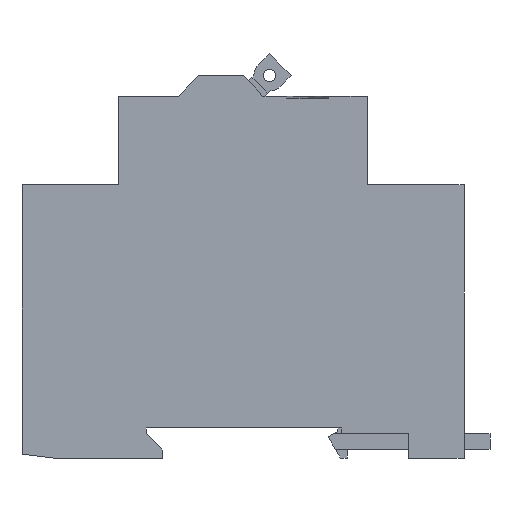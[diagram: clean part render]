
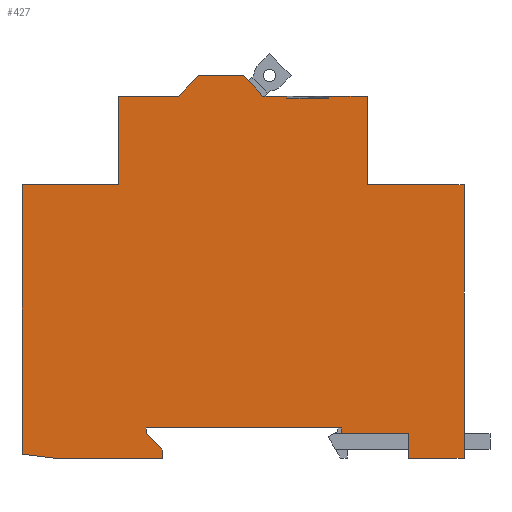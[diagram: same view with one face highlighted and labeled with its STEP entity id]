
A CAD part, left-side view. The second image highlights one B-rep face of the part: STEP entity #427.
In plain terms, the highlighted planar face has unit normal (-1, 0, 0).
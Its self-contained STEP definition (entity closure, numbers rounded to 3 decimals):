
#427=ADVANCED_FACE('PLANAR_69',(#1035),#1036,.F.);
#1035=FACE_OUTER_BOUND('',#1806,.T.);
#1036=PLANE('',#1807);
#1806=EDGE_LOOP('',(#3119,#3120,#3121,#3122,#3123,#3124,#3125,#3126,#3127,#3128,#3129,#3130,#3131,#3132,#3133,#3134,#3135,#3136,#3137,#3138,#3139,#3140,#3141,#3142,#3143,#3144));
#1807=AXIS2_PLACEMENT_3D('',#3145,#3146,#3147);
#3119=ORIENTED_EDGE('',*,*,#5022,.F.);
#3120=ORIENTED_EDGE('',*,*,#5023,.T.);
#3121=ORIENTED_EDGE('',*,*,#4714,.F.);
#3122=ORIENTED_EDGE('',*,*,#4795,.F.);
#3123=ORIENTED_EDGE('',*,*,#4792,.F.);
#3124=ORIENTED_EDGE('',*,*,#4797,.F.);
#3125=ORIENTED_EDGE('',*,*,#4758,.F.);
#3126=ORIENTED_EDGE('',*,*,#5016,.F.);
#3127=ORIENTED_EDGE('',*,*,#5010,.F.);
#3128=ORIENTED_EDGE('',*,*,#4982,.F.);
#3129=ORIENTED_EDGE('',*,*,#4978,.F.);
#3130=ORIENTED_EDGE('',*,*,#4974,.F.);
#3131=ORIENTED_EDGE('',*,*,#4970,.F.);
#3132=ORIENTED_EDGE('',*,*,#4966,.F.);
#3133=ORIENTED_EDGE('',*,*,#4962,.F.);
#3134=ORIENTED_EDGE('',*,*,#4955,.F.);
#3135=ORIENTED_EDGE('',*,*,#4901,.F.);
#3136=ORIENTED_EDGE('',*,*,#4897,.F.);
#3137=ORIENTED_EDGE('',*,*,#4944,.F.);
#3138=ORIENTED_EDGE('',*,*,#4913,.F.);
#3139=ORIENTED_EDGE('',*,*,#4937,.F.);
#3140=ORIENTED_EDGE('',*,*,#4904,.F.);
#3141=ORIENTED_EDGE('',*,*,#4932,.F.);
#3142=ORIENTED_EDGE('',*,*,#4928,.F.);
#3143=ORIENTED_EDGE('',*,*,#4717,.F.);
#3144=ORIENTED_EDGE('',*,*,#5024,.T.);
#3145=CARTESIAN_POINT('',(0.0,-18.1,-0.7));
#3146=DIRECTION('',(1.0,0.0,0.0));
#3147=DIRECTION('',(0.0,1.0,-0.0));
#4714=EDGE_CURVE('NONE',#5708,#5709,#5710,.T.);
#4717=EDGE_CURVE('NONE',#5713,#5715,#5716,.T.);
#4758=EDGE_CURVE('NONE',#5778,#5780,#5781,.T.);
#4792=EDGE_CURVE('NONE',#5827,#5829,#5830,.T.);
#4795=EDGE_CURVE('NONE',#5829,#5708,#5833,.T.);
#4797=EDGE_CURVE('NONE',#5780,#5827,#5835,.T.);
#4897=EDGE_CURVE('NONE',#5984,#5986,#5987,.T.);
#4901=EDGE_CURVE('NONE',#5986,#5992,#5993,.T.);
#4904=EDGE_CURVE('NONE',#5996,#5997,#5998,.T.);
#4913=EDGE_CURVE('NONE',#6013,#6014,#6015,.T.);
#4928=EDGE_CURVE('NONE',#5715,#6038,#6039,.T.);
#4932=EDGE_CURVE('NONE',#6038,#5996,#6044,.T.);
#4937=EDGE_CURVE('NONE',#5997,#6013,#6049,.T.);
#4944=EDGE_CURVE('NONE',#6014,#5984,#6060,.T.);
#4955=EDGE_CURVE('NONE',#5992,#6075,#6076,.T.);
#4962=EDGE_CURVE('NONE',#6075,#6086,#6087,.T.);
#4966=EDGE_CURVE('NONE',#6086,#6092,#6093,.T.);
#4970=EDGE_CURVE('NONE',#6092,#6098,#6099,.T.);
#4974=EDGE_CURVE('NONE',#6098,#6104,#6105,.T.);
#4978=EDGE_CURVE('NONE',#6104,#6110,#6111,.T.);
#4982=EDGE_CURVE('NONE',#6110,#6116,#6117,.T.);
#5010=EDGE_CURVE('NONE',#6116,#6170,#6171,.T.);
#5016=EDGE_CURVE('NONE',#6170,#5778,#6178,.T.);
#5022=EDGE_CURVE('NONE',#6184,#6185,#6186,.T.);
#5023=EDGE_CURVE('NONE',#6184,#5709,#6187,.T.);
#5024=EDGE_CURVE('NONE',#5713,#6185,#6188,.T.);
#5708=VERTEX_POINT('NONE',#7112);
#5709=VERTEX_POINT('NONE',#7113);
#5710=LINE('',#7114,#7115);
#5713=VERTEX_POINT('NONE',#7119);
#5715=VERTEX_POINT('NONE',#7122);
#5716=LINE('',#7123,#7124);
#5778=VERTEX_POINT('NONE',#7220);
#5780=VERTEX_POINT('NONE',#7223);
#5781=LINE('',#7224,#7225);
#5827=VERTEX_POINT('NONE',#7291);
#5829=VERTEX_POINT('NONE',#7294);
#5830=LINE('',#7295,#7296);
#5833=LINE('',#7300,#7301);
#5835=LINE('',#7303,#7304);
#5984=VERTEX_POINT('NONE',#7525);
#5986=VERTEX_POINT('NONE',#7528);
#5987=CIRCLE('',#7529,0.3);
#5992=VERTEX_POINT('NONE',#7536);
#5993=LINE('',#7537,#7538);
#5996=VERTEX_POINT('NONE',#7542);
#5997=VERTEX_POINT('NONE',#7543);
#5998=LINE('',#7544,#7545);
#6013=VERTEX_POINT('NONE',#7567);
#6014=VERTEX_POINT('NONE',#7568);
#6015=LINE('',#7569,#7570);
#6038=VERTEX_POINT('NONE',#7604);
#6039=LINE('',#7605,#7606);
#6044=LINE('',#7613,#7614);
#6049=LINE('',#7620,#7621);
#6060=LINE('',#7637,#7638);
#6075=VERTEX_POINT('NONE',#7658);
#6076=LINE('',#7659,#7660);
#6086=VERTEX_POINT('NONE',#7675);
#6087=LINE('',#7676,#7677);
#6092=VERTEX_POINT('NONE',#7684);
#6093=LINE('',#7685,#7686);
#6098=VERTEX_POINT('NONE',#7693);
#6099=LINE('',#7694,#7695);
#6104=VERTEX_POINT('NONE',#7702);
#6105=LINE('',#7703,#7704);
#6110=VERTEX_POINT('NONE',#7711);
#6111=LINE('',#7712,#7713);
#6116=VERTEX_POINT('NONE',#7720);
#6117=LINE('',#7721,#7722);
#6170=VERTEX_POINT('NONE',#7801);
#6171=LINE('',#7802,#7803);
#6178=LINE('',#7812,#7813);
#6184=VERTEX_POINT('NONE',#7821);
#6185=VERTEX_POINT('NONE',#7822);
#6186=LINE('',#7823,#7824);
#6187=LINE('',#7825,#7826);
#6188=LINE('',#7827,#7828);
#7112=CARTESIAN_POINT('',(0.0,-3.6,60.0));
#7113=CARTESIAN_POINT('',(0.0,-7.915,60.0));
#7114=CARTESIAN_POINT('',(0.0,-3.6,60.0));
#7115=VECTOR('',#8928,1000.0);
#7119=CARTESIAN_POINT('',(0.0,-15.485,60.0));
#7122=CARTESIAN_POINT('',(0.0,-22.5,60.0));
#7123=CARTESIAN_POINT('',(0.0,-3.6,60.0));
#7124=VECTOR('',#8931,1000.0);
#7220=CARTESIAN_POINT('',(0.0,22.5,60.0));
#7223=CARTESIAN_POINT('',(0.0,11.6,60.0));
#7224=CARTESIAN_POINT('',(0.0,22.5,60.0));
#7225=VECTOR('',#8967,1000.0);
#7291=CARTESIAN_POINT('',(0.0,8.1,63.8));
#7294=CARTESIAN_POINT('',(0.0,-0.1,63.8));
#7295=CARTESIAN_POINT('',(0.0,8.1,63.8));
#7296=VECTOR('',#9001,1000.0);
#7300=CARTESIAN_POINT('',(0.0,-0.1,63.8));
#7301=VECTOR('',#9003,1000.0);
#7303=CARTESIAN_POINT('',(0.0,11.6,60.0));
#7304=VECTOR('',#9004,1000.0);
#7525=CARTESIAN_POINT('',(0.0,-18.1,-1.0));
#7528=CARTESIAN_POINT('',(0.0,-17.8,-0.7));
#7529=AXIS2_PLACEMENT_3D('',#9081,#9082,#9083);
#7536=CARTESIAN_POINT('',(0.0,-17.8,0.0));
#7537=CARTESIAN_POINT('',(0.0,-17.8,-0.7));
#7538=VECTOR('',#9086,1000.0);
#7542=CARTESIAN_POINT('',(0.0,-40.0,44.0));
#7543=CARTESIAN_POINT('',(0.0,-40.0,-5.5));
#7544=CARTESIAN_POINT('',(0.0,-40.0,44.0));
#7545=VECTOR('',#9088,1000.0);
#7567=CARTESIAN_POINT('',(0.0,-30.0,-5.5));
#7568=CARTESIAN_POINT('',(0.0,-30.0,-1.0));
#7569=CARTESIAN_POINT('',(0.0,-30.0,-5.5));
#7570=VECTOR('',#9096,1000.0);
#7604=CARTESIAN_POINT('',(0.0,-22.5,44.0));
#7605=CARTESIAN_POINT('',(0.0,-22.5,60.0));
#7606=VECTOR('',#9108,1000.0);
#7613=CARTESIAN_POINT('',(0.0,-22.5,44.0));
#7614=VECTOR('',#9111,1000.0);
#7620=CARTESIAN_POINT('',(0.0,-40.0,-5.5));
#7621=VECTOR('',#9119,1000.0);
#7637=CARTESIAN_POINT('',(0.0,-30.0,-1.0));
#7638=VECTOR('',#9125,1000.0);
#7658=CARTESIAN_POINT('',(0.0,17.5,0.0));
#7659=CARTESIAN_POINT('',(0.0,-17.8,0.0));
#7660=VECTOR('',#9137,1000.0);
#7675=CARTESIAN_POINT('',(0.0,17.5,-1.));
#7676=CARTESIAN_POINT('',(0.0,17.5,0.0));
#7677=VECTOR('',#9143,1000.0);
#7684=CARTESIAN_POINT('',(0.0,14.5,-4.0));
#7685=CARTESIAN_POINT('',(0.0,17.5,-1.));
#7686=VECTOR('',#9146,1000.0);
#7693=CARTESIAN_POINT('',(0.0,14.5,-5.5));
#7694=CARTESIAN_POINT('',(0.0,14.5,-4.0));
#7695=VECTOR('',#9149,1000.0);
#7702=CARTESIAN_POINT('',(0.0,34.0,-5.5));
#7703=CARTESIAN_POINT('',(0.0,14.5,-5.5));
#7704=VECTOR('',#9152,1000.0);
#7711=CARTESIAN_POINT('',(0.0,40.0,-4.763));
#7712=CARTESIAN_POINT('',(0.0,34.0,-5.5));
#7713=VECTOR('',#9155,1000.0);
#7720=CARTESIAN_POINT('',(0.0,40.0,44.0));
#7721=CARTESIAN_POINT('',(0.0,40.0,-4.763));
#7722=VECTOR('',#9158,1000.0);
#7801=CARTESIAN_POINT('',(0.0,22.5,44.0));
#7802=CARTESIAN_POINT('',(0.0,40.0,44.0));
#7803=VECTOR('',#9185,1000.0);
#7812=CARTESIAN_POINT('',(0.0,22.5,44.0));
#7813=VECTOR('',#9194,1000.0);
#7821=CARTESIAN_POINT('',(0.0,-7.915,59.7));
#7822=CARTESIAN_POINT('',(0.,-15.485,59.7));
#7823=CARTESIAN_POINT('',(0.0,-18.1,59.7));
#7824=VECTOR('',#9197,1000.0);
#7825=CARTESIAN_POINT('',(0.0,-7.915,-0.7));
#7826=VECTOR('',#9198,1000.0);
#7827=CARTESIAN_POINT('',(0.0,-15.485,-0.7));
#7828=VECTOR('',#9199,1000.0);
#8928=DIRECTION('',(0.0,-1.0,0.0));
#8931=DIRECTION('',(0.0,-1.0,0.0));
#8967=DIRECTION('',(0.0,-1.0,0.0));
#9001=DIRECTION('',(0.0,-1.0,0.0));
#9003=DIRECTION('',(0.0,-0.677,-0.736));
#9004=DIRECTION('',(0.0,-0.677,0.736));
#9081=CARTESIAN_POINT('',(0.0,-18.1,-0.7));
#9082=DIRECTION('',(1.0,0.0,0.0));
#9083=DIRECTION('',(0.0,0.0,-1.0));
#9086=DIRECTION('',(0.0,0.0,1.0));
#9088=DIRECTION('',(0.0,0.0,-1.0));
#9096=DIRECTION('',(0.0,0.0,1.0));
#9108=DIRECTION('',(0.0,0.0,-1.0));
#9111=DIRECTION('',(0.0,-1.0,0.0));
#9119=DIRECTION('',(0.0,1.0,0.0));
#9125=DIRECTION('',(0.0,1.0,0.0));
#9137=DIRECTION('',(0.0,1.0,0.0));
#9143=DIRECTION('',(0.0,0.0,-1.0));
#9146=DIRECTION('',(0.0,-0.707,-0.707));
#9149=DIRECTION('',(0.0,0.0,-1.0));
#9152=DIRECTION('',(0.0,1.0,0.0));
#9155=DIRECTION('',(0.0,0.993,0.122));
#9158=DIRECTION('',(0.0,0.0,1.0));
#9185=DIRECTION('',(0.0,-1.0,0.0));
#9194=DIRECTION('',(0.0,0.0,1.0));
#9197=DIRECTION('',(0.0,-1.0,0.0));
#9198=DIRECTION('',(0.0,0.0,1.0));
#9199=DIRECTION('',(0.0,0.0,-1.0));
